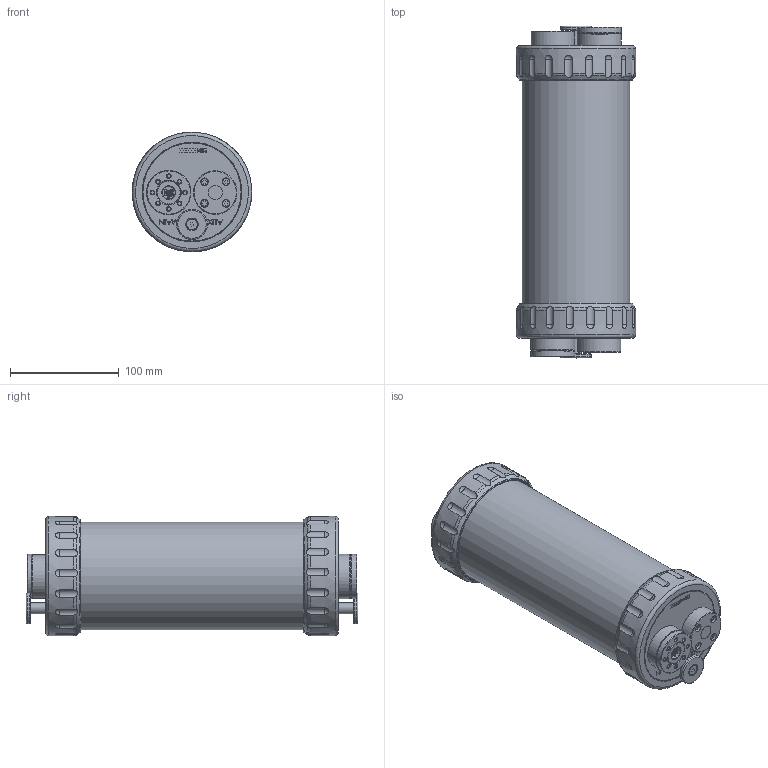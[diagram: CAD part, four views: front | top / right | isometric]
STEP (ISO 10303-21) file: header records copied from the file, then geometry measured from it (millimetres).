
FILE_DESCRIPTION (( 'STEP AP214' ), '1' );
FILE_NAME ('11464 Split Head PSBP Electronics Bottle.STEP', '2016-06-14T15:55:14', ( 'Admin' ), ( 'Microsoft' ), 'SwSTEP 2.0', 'SolidWorks 2015', '' );
FILE_SCHEMA (( 'AUTOMOTIVE_DESIGN' ));
Length unit declared in the file: millimetre
Products named in the file (2): 11464 Split Head PSBP Electronics Bottle
Bounding box: 109.64 x 304.6 x 109.63 mm (x, y, z)
Volume: 1129080.6 mm3; surface area: 292057.9 mm2
Topology: 53 solids, 53 shells, 1978 faces, 4732 edges, 2998 vertices
Faces by surface type: plane 894, cylinder 436, torus 286, cone 268, sphere 50, bspline 44
Full cylindrical faces by diameter (mm): 1.5 x48, 1.6 x24, 2.45 x12, 2.5 x24, 2.6 x12, 3 x48, 3.3 x16, 3.43 x16, 4 x26, 4.2 x26, 4.5 x2, 5 x4, 6 x4, 7 x48, 9.8 x2, 10 x2, 11.58 x2, 11.69 x10, 12 x6, 12.4 x4, 13 x2, 13.7 x4, 20.5 x4, 21.94 x2, 28 x2, 40 x2, 40.7 x4, 77.125 x2, 81.825 x4, 82 x1
Entity records: 77867 total; most frequent: CARTESIAN_POINT 14626, DIRECTION 8460, ORIENTED_EDGE 7052, EDGE_CURVE 3526, AXIS2_PLACEMENT_3D 3318, EDGE_LOOP 3190, VERTEX_POINT 2716, FACE_OUTER_BOUND 2580
